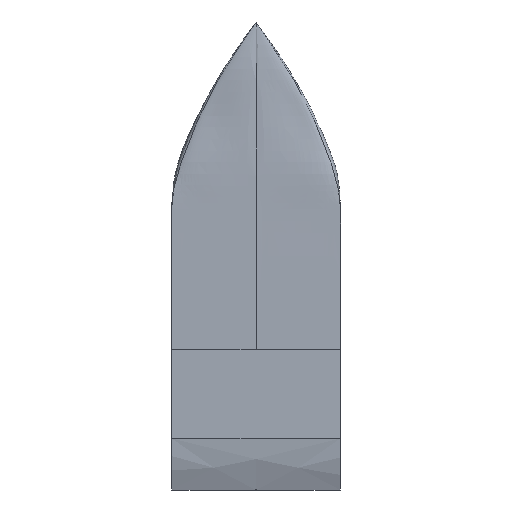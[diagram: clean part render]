
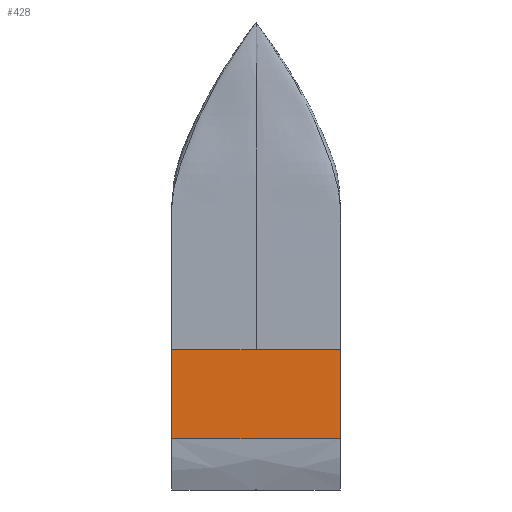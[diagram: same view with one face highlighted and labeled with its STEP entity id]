
A CAD part, top view. The second image highlights one B-rep face of the part: STEP entity #428.
In plain terms, the highlighted planar face has unit normal (0, 0, 1).
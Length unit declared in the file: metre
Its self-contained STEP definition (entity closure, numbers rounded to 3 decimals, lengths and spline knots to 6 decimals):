
#23=PLANE('',#450);
#38=LINE('',#5165,#59);
#39=LINE('',#5867,#60);
#42=LINE('',#9701,#63);
#43=LINE('',#9713,#64);
#44=LINE('',#9715,#65);
#59=VECTOR('',#477,0.01);
#60=VECTOR('',#478,0.01);
#63=VECTOR('',#481,0.01);
#64=VECTOR('',#484,0.01);
#65=VECTOR('',#487,0.01);
#91=FACE_OUTER_BOUND('',#117,.T.);
#117=EDGE_LOOP('',(#378,#379,#380,#381,#382));
#184=VERTEX_POINT('',#4383);
#186=VERTEX_POINT('',#5129);
#187=VERTEX_POINT('',#5866);
#192=VERTEX_POINT('',#9671);
#193=VERTEX_POINT('',#9700);
#241=EDGE_CURVE('',#186,#184,#38,.T.);
#242=EDGE_CURVE('',#187,#186,#39,.T.);
#253=EDGE_CURVE('',#193,#192,#42,.T.);
#255=EDGE_CURVE('',#193,#187,#43,.T.);
#256=EDGE_CURVE('',#192,#184,#44,.T.);
#378=ORIENTED_EDGE('',*,*,#253,.T.);
#379=ORIENTED_EDGE('',*,*,#256,.T.);
#380=ORIENTED_EDGE('',*,*,#241,.F.);
#381=ORIENTED_EDGE('',*,*,#242,.F.);
#382=ORIENTED_EDGE('',*,*,#255,.F.);
#428=ADVANCED_FACE('',(#91),#23,.T.);
#450=AXIS2_PLACEMENT_3D('',#9716,#488,#489);
#477=DIRECTION('',(1.,0.,0.));
#478=DIRECTION('',(1.,0.,0.));
#481=DIRECTION('',(1.,0.,0.));
#484=DIRECTION('',(0.,1.,0.));
#487=DIRECTION('',(0.,1.,0.));
#488=DIRECTION('center_axis',(0.,0.,1.));
#489=DIRECTION('ref_axis',(1.,0.,0.));
#4383=CARTESIAN_POINT('',(0.9,-3.5,0.55));
#5129=CARTESIAN_POINT('',(0.,-3.5,0.55));
#5165=CARTESIAN_POINT('',(-0.9,-3.5,0.55));
#5866=CARTESIAN_POINT('',(-0.9,-3.5,0.55));
#5867=CARTESIAN_POINT('',(-0.9,-3.5,0.55));
#9671=CARTESIAN_POINT('',(0.9,-4.45,0.55));
#9700=CARTESIAN_POINT('',(-0.9,-4.45,0.55));
#9701=CARTESIAN_POINT('',(-0.9,-4.45,0.55));
#9713=CARTESIAN_POINT('',(-0.9,-5.,0.55));
#9715=CARTESIAN_POINT('',(0.9,-5.,0.55));
#9716=CARTESIAN_POINT('Origin',(-0.9,-5.,0.55));
